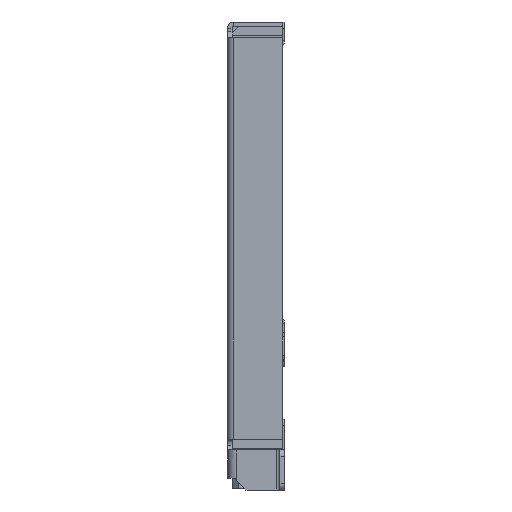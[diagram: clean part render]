
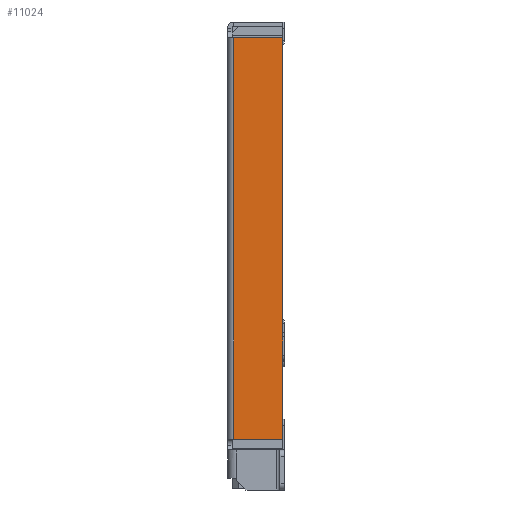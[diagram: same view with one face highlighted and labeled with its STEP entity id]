
A CAD part, left-side view. The second image highlights one B-rep face of the part: STEP entity #11024.
In plain terms, the highlighted planar face has unit normal (-1, 0, 0).
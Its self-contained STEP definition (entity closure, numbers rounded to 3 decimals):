
#172 = VECTOR ( 'NONE', #4009, 1000. ) ;
#371 = CARTESIAN_POINT ( 'NONE',  ( -7., 0., 7.1 ) ) ;
#402 = CARTESIAN_POINT ( 'NONE',  ( -7., 0., -5.95 ) ) ;
#826 = DIRECTION ( 'NONE',  ( 0., 0., 1. ) ) ;
#1103 = CARTESIAN_POINT ( 'NONE',  ( -7., 1.65, 7.1 ) ) ;
#1565 = DIRECTION ( 'NONE',  ( 0., 1., 0. ) ) ;
#1599 = ORIENTED_EDGE ( 'NONE', *, *, #7054, .T. ) ;
#1955 = EDGE_LOOP ( 'NONE', ( #2733, #1599, #13307, #3755 ) ) ;
#2142 = CARTESIAN_POINT ( 'NONE',  ( -7., 0.05, -5.95 ) ) ;
#2325 = CARTESIAN_POINT ( 'NONE',  ( -7., 0., 0. ) ) ;
#2733 = ORIENTED_EDGE ( 'NONE', *, *, #7243, .F. ) ;
#2789 = DIRECTION ( 'NONE',  ( 0., 0., 1. ) ) ;
#3448 = PLANE ( 'NONE',  #4307 ) ;
#3755 = ORIENTED_EDGE ( 'NONE', *, *, #6447, .T. ) ;
#4009 = DIRECTION ( 'NONE',  ( 0., -1., 0. ) ) ;
#4307 = AXIS2_PLACEMENT_3D ( 'NONE', #2325, #5882, #6997 ) ;
#4324 = VECTOR ( 'NONE', #2789, 1000. ) ;
#4333 = LINE ( 'NONE', #14378, #11168 ) ;
#5169 = FACE_OUTER_BOUND ( 'NONE', #1955, .T. ) ;
#5882 = DIRECTION ( 'NONE',  ( 1., 0., 0. ) ) ;
#6447 = EDGE_CURVE ( 'NONE', #13021, #10193, #10240, .T. ) ;
#6624 = LINE ( 'NONE', #402, #172 ) ;
#6997 = DIRECTION ( 'NONE',  ( 0., 1., 0. ) ) ;
#7054 = EDGE_CURVE ( 'NONE', #7504, #12467, #6624, .T. ) ;
#7243 = EDGE_CURVE ( 'NONE', #7504, #10193, #4333, .T. ) ;
#7504 = VERTEX_POINT ( 'NONE', #11252 ) ;
#8123 = LINE ( 'NONE', #10034, #4324 ) ;
#10034 = CARTESIAN_POINT ( 'NONE',  ( -7., 0.05, 0. ) ) ;
#10193 = VERTEX_POINT ( 'NONE', #1103 ) ;
#10240 = LINE ( 'NONE', #371, #10603 ) ;
#10603 = VECTOR ( 'NONE', #1565, 1000. ) ;
#10759 = CARTESIAN_POINT ( 'NONE',  ( -7., 0.05, 7.1 ) ) ;
#11024 = ADVANCED_FACE ( 'NONE', ( #5169 ), #3448, .F. ) ;
#11168 = VECTOR ( 'NONE', #826, 1000. ) ;
#11252 = CARTESIAN_POINT ( 'NONE',  ( -7., 1.65, -5.95 ) ) ;
#12467 = VERTEX_POINT ( 'NONE', #2142 ) ;
#12849 = EDGE_CURVE ( 'NONE', #12467, #13021, #8123, .T. ) ;
#13021 = VERTEX_POINT ( 'NONE', #10759 ) ;
#13307 = ORIENTED_EDGE ( 'NONE', *, *, #12849, .T. ) ;
#14378 = CARTESIAN_POINT ( 'NONE',  ( -7., 1.65, 7.1 ) ) ;
